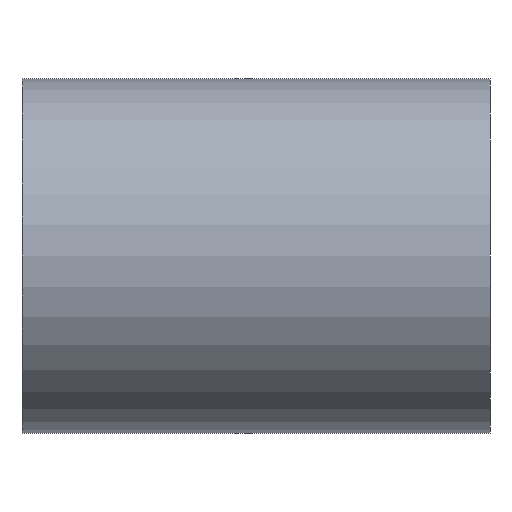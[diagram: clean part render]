
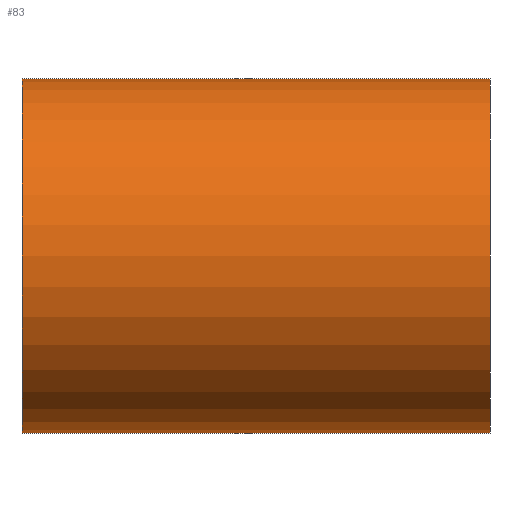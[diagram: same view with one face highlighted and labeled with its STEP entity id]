
A CAD part, left-side view. The second image highlights one B-rep face of the part: STEP entity #83.
In plain terms, the highlighted cylindrical face has radius 2.65 mm (diameter 5.3 mm), a partial arc.
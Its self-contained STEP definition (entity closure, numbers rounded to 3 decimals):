
#17 = AXIS2_PLACEMENT_3D ( 'NONE', #103, #39, #76 ) ;
#25 = VERTEX_POINT ( 'NONE', #55 ) ;
#31 = DIRECTION ( 'NONE',  ( 0., 0., 1. ) ) ;
#32 = CARTESIAN_POINT ( 'NONE',  ( 0., 7., -2.65 ) ) ;
#38 = AXIS2_PLACEMENT_3D ( 'NONE', #62, #142, #31 ) ;
#39 = DIRECTION ( 'NONE',  ( 0., 1., 0. ) ) ;
#41 = DIRECTION ( 'NONE',  ( 0., -1., 0. ) ) ;
#42 = CARTESIAN_POINT ( 'NONE',  ( 0., 7., 0. ) ) ;
#53 = VECTOR ( 'NONE', #105, 1000. ) ;
#55 = CARTESIAN_POINT ( 'NONE',  ( 0., 0., -2.65 ) ) ;
#58 = DIRECTION ( 'NONE',  ( 0., -1., 0. ) ) ;
#62 = CARTESIAN_POINT ( 'NONE',  ( 0., 7., 0. ) ) ;
#63 = ORIENTED_EDGE ( 'NONE', *, *, #102, .T. ) ;
#64 = ORIENTED_EDGE ( 'NONE', *, *, #171, .T. ) ;
#66 = VECTOR ( 'NONE', #41, 1000. ) ;
#75 = VERTEX_POINT ( 'NONE', #87 ) ;
#76 = DIRECTION ( 'NONE',  ( 0., 0., 1. ) ) ;
#78 = EDGE_CURVE ( 'NONE', #160, #192, #136, .T. ) ;
#83 = ADVANCED_FACE ( 'NONE', ( #137 ), #199, .T. ) ;
#87 = CARTESIAN_POINT ( 'NONE',  ( 0., 7., -2.65 ) ) ;
#102 = EDGE_CURVE ( 'NONE', #75, #25, #159, .T. ) ;
#103 = CARTESIAN_POINT ( 'NONE',  ( 0., 0., 0. ) ) ;
#105 = DIRECTION ( 'NONE',  ( 0., -1., 0. ) ) ;
#120 = DIRECTION ( 'NONE',  ( 0., 0., -1. ) ) ;
#136 = LINE ( 'NONE', #152, #66 ) ;
#137 = FACE_OUTER_BOUND ( 'NONE', #157, .T. ) ;
#139 = ORIENTED_EDGE ( 'NONE', *, *, #78, .F. ) ;
#142 = DIRECTION ( 'NONE',  ( 0., 1., 0. ) ) ;
#145 = EDGE_CURVE ( 'NONE', #75, #160, #161, .T. ) ;
#152 = CARTESIAN_POINT ( 'NONE',  ( 0., 7., 2.65 ) ) ;
#157 = EDGE_LOOP ( 'NONE', ( #139, #196, #63, #64 ) ) ;
#159 = LINE ( 'NONE', #32, #53 ) ;
#160 = VERTEX_POINT ( 'NONE', #179 ) ;
#161 = CIRCLE ( 'NONE', #38, 2.65 ) ;
#167 = CARTESIAN_POINT ( 'NONE',  ( 0., 0., 2.65 ) ) ;
#168 = CIRCLE ( 'NONE', #17, 2.65 ) ;
#171 = EDGE_CURVE ( 'NONE', #25, #192, #168, .T. ) ;
#179 = CARTESIAN_POINT ( 'NONE',  ( 0., 7., 2.65 ) ) ;
#192 = VERTEX_POINT ( 'NONE', #167 ) ;
#193 = AXIS2_PLACEMENT_3D ( 'NONE', #42, #58, #120 ) ;
#196 = ORIENTED_EDGE ( 'NONE', *, *, #145, .F. ) ;
#199 = CYLINDRICAL_SURFACE ( 'NONE', #193, 2.65 ) ;
